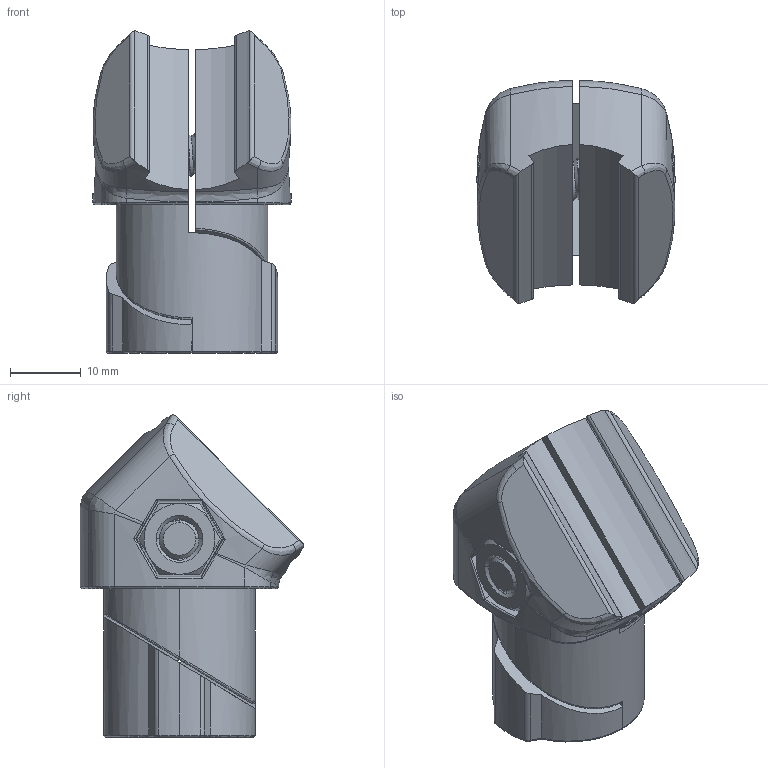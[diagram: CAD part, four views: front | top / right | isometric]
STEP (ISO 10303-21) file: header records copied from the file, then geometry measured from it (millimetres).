
FILE_DESCRIPTION (( 'STEP AP214' ), '1' );
FILE_NAME ('B401 Ñîåäèíèòåëü òðóáíûõ ïðîôèëåé Ô28 âíóòðåííèé ïîä óãëîì 45 ãð.STEP', '2024-01-30T07:30:06', ( '' ), ( '' ), 'SwSTEP 2.0', 'SolidWorks 2022', '' );
FILE_SCHEMA (( 'AUTOMOTIVE_DESIGN' ));
Length unit declared in the file: millimetre
Products named in the file (1): B401 Соединитель трубных профилей Ф28 внутренний под углом 45 гр
Bounding box: 28 x 31.53 x 45.53 mm (x, y, z)
Volume: 16726.7 mm3; surface area: 9257.7 mm2
Topology: 4 solids, 4 shells, 307 faces, 793 edges, 500 vertices
Faces by surface type: cylinder 108, bspline 78, plane 68, cone 33, torus 20
Entity records: 21602 total; most frequent: CARTESIAN_POINT 11685, ORIENTED_EDGE 1586, DIRECTION 994, EDGE_CURVE 793, VERTEX_POINT 500, B_SPLINE_CURVE_WITH_KNOTS 392, AXIS2_PLACEMENT_3D 376, EDGE_LOOP 319
